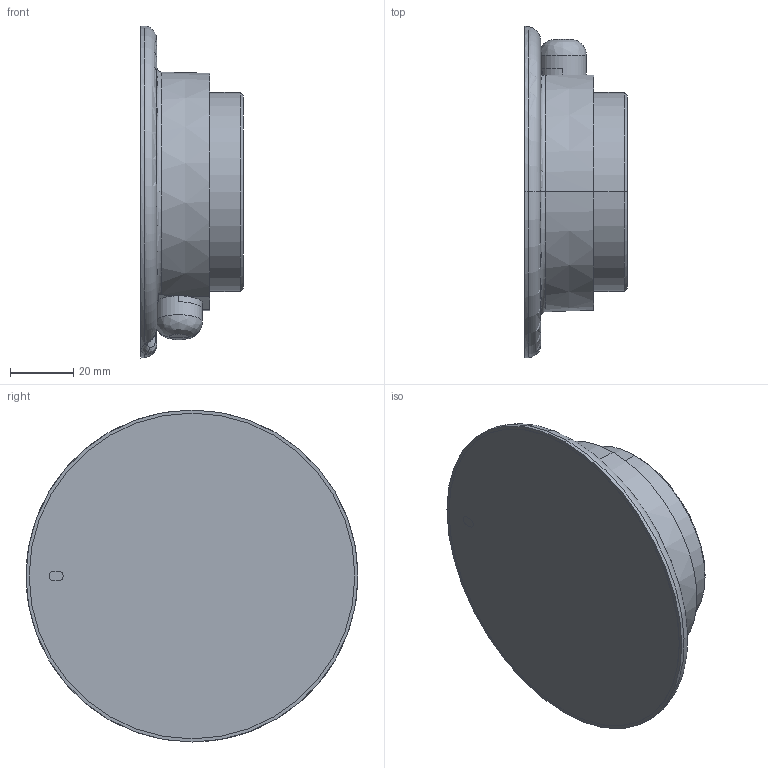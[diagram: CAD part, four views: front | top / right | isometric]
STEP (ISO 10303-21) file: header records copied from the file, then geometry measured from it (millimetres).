
FILE_DESCRIPTION (( 'STEP AP214' ), '1' );
FILE_NAME ('CRB15000_10kg-152_Omnicore_rev00_LINK06_CAD.step', '2023-07-05T08:09:50', ( '' ), ( '' ), 'SwSTEP 2.0', 'SolidWorks 2022', '' );
FILE_SCHEMA (( 'AUTOMOTIVE_DESIGN' ));
Length unit declared in the file: millimetre
Products named in the file (1): CRB15000_10kg-152_Omnicore_rev00_LINK06_CAD
Bounding box: 32.6 x 105.08 x 105.08 mm (x, y, z)
Volume: 146501 mm3; surface area: 28416.2 mm2
Topology: 1 solids, 1 shells, 181 faces, 442 edges, 271 vertices
Faces by surface type: cylinder 78, cone 41, plane 37, bspline 13, torus 8, sphere 4
Entity records: 8164 total; most frequent: CARTESIAN_POINT 1932, DIRECTION 933, ORIENTED_EDGE 852, EDGE_CURVE 426, AXIS2_PLACEMENT_3D 398, VERTEX_POINT 271, CIRCLE 229, EDGE_LOOP 205
